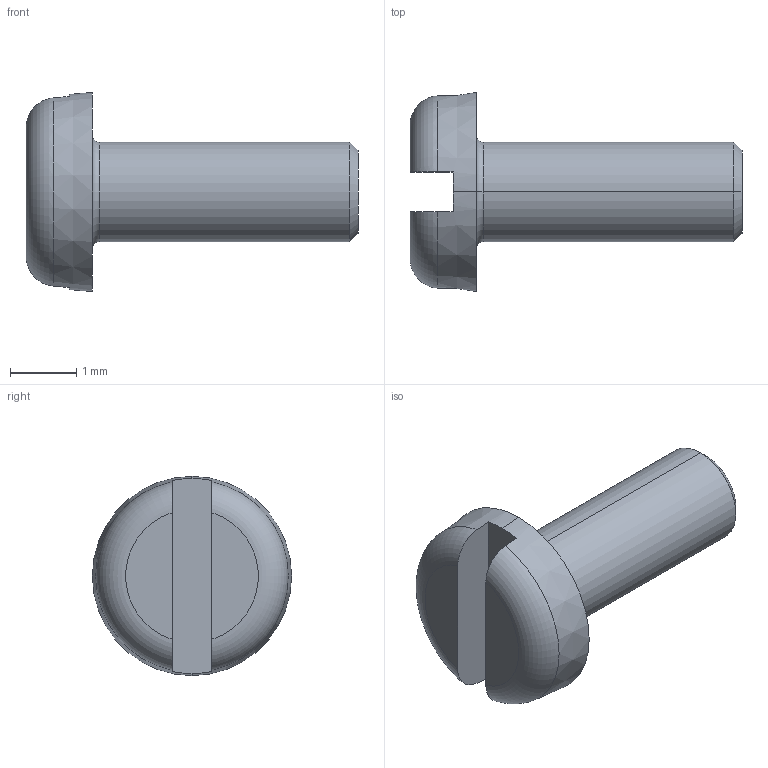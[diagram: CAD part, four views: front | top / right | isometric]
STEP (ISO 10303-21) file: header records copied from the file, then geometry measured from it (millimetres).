
FILE_DESCRIPTION (( 'STEP AP214' ), '1' );
FILE_NAME ('5BAF605C-30DA-4048-B800-92684CA79E85.STEP', '2008-12-22T16:24:53', ( 'SysAdmin' ), ( 'SolidWorks' ), 'SwSTEP 2.0', 'SolidWorks 2009', '' );
FILE_SCHEMA (( 'AUTOMOTIVE_DESIGN' ));
Length unit declared in the file: millimetre
Products named in the file (1): 5BAF605C-30DA-4048-B800-92684CA79E85
Bounding box: 5 x 3 x 3 mm (x, y, z)
Volume: 12.3 mm3; surface area: 42.3 mm2
Topology: 1 solids, 1 shells, 17 faces, 38 edges, 24 vertices
Faces by surface type: plane 7, cone 4, torus 4, cylinder 2
Entity records: 553 total; most frequent: CARTESIAN_POINT 124, DIRECTION 86, ORIENTED_EDGE 76, EDGE_CURVE 38, AXIS2_PLACEMENT_3D 38, VERTEX_POINT 24, CIRCLE 20, EDGE_LOOP 18
